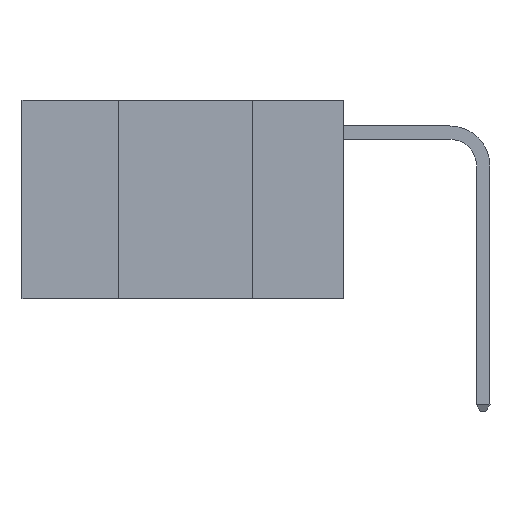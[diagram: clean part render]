
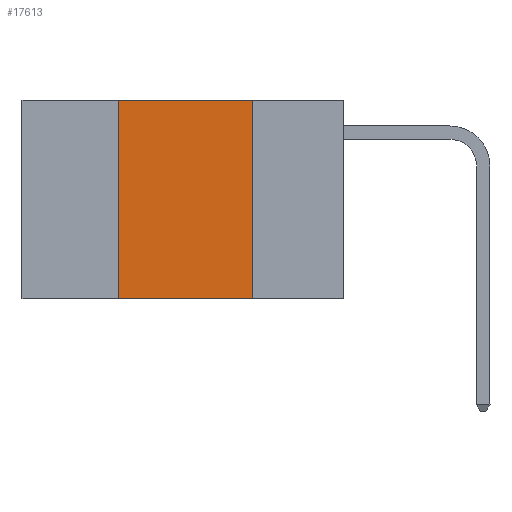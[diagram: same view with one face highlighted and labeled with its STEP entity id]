
A CAD part, left-side view. The second image highlights one B-rep face of the part: STEP entity #17613.
In plain terms, the highlighted planar face has unit normal (-1, 0, 0).
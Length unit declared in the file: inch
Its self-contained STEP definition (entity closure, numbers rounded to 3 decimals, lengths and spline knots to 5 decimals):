
#233 = ORIENTED_EDGE ( 'NONE', *, *, #16633, .F. ) ;
#684 = EDGE_CURVE ( 'NONE', #10184, #6305, #15363, .T. ) ;
#1281 = DIRECTION ( 'NONE',  ( 0., 0., 1. ) ) ;
#1753 = CARTESIAN_POINT ( 'NONE',  ( 0., 0.17, 0. ) ) ;
#1840 = VECTOR ( 'NONE', #9372, 39.37008 ) ;
#3686 = ORIENTED_EDGE ( 'NONE', *, *, #24173, .F. ) ;
#4007 = VERTEX_POINT ( 'NONE', #13189 ) ;
#6305 = VERTEX_POINT ( 'NONE', #22846 ) ;
#7305 = LINE ( 'NONE', #1753, #1840 ) ;
#7917 = CARTESIAN_POINT ( 'NONE',  ( 0., 0.17, 0. ) ) ;
#8732 = VECTOR ( 'NONE', #1281, 39.37008 ) ;
#9372 = DIRECTION ( 'NONE',  ( 0., 0., -1. ) ) ;
#9825 = FACE_OUTER_BOUND ( 'NONE', #14854, .T. ) ;
#10184 = VERTEX_POINT ( 'NONE', #23791 ) ;
#11982 = CARTESIAN_POINT ( 'NONE',  ( 0., 0.6, 0. ) ) ;
#12214 = ORIENTED_EDGE ( 'NONE', *, *, #15134, .F. ) ;
#12479 = LINE ( 'NONE', #18578, #8732 ) ;
#13044 = ORIENTED_EDGE ( 'NONE', *, *, #684, .T. ) ;
#13189 = CARTESIAN_POINT ( 'NONE',  ( 0., 0.42, 0. ) ) ;
#13275 = DIRECTION ( 'NONE',  ( 1., 0., 0. ) ) ;
#13306 = CARTESIAN_POINT ( 'NONE',  ( 0., 0.6, -0.37 ) ) ;
#13530 = VECTOR ( 'NONE', #25206, 39.37008 ) ;
#14637 = VERTEX_POINT ( 'NONE', #7917 ) ;
#14854 = EDGE_LOOP ( 'NONE', ( #3686, #12214, #233, #13044 ) ) ;
#15134 = EDGE_CURVE ( 'NONE', #4007, #14637, #16045, .T. ) ;
#15363 = LINE ( 'NONE', #13306, #13530 ) ;
#15704 = VECTOR ( 'NONE', #23629, 39.37008 ) ;
#15980 = AXIS2_PLACEMENT_3D ( 'NONE', #17605, #13275, #19672 ) ;
#16045 = LINE ( 'NONE', #11982, #15704 ) ;
#16633 = EDGE_CURVE ( 'NONE', #10184, #4007, #12479, .T. ) ;
#17605 = CARTESIAN_POINT ( 'NONE',  ( 0., 0.6, 0. ) ) ;
#17613 = ADVANCED_FACE ( 'NONE', ( #9825 ), #23270, .F. ) ;
#18578 = CARTESIAN_POINT ( 'NONE',  ( 0., 0.42, 0. ) ) ;
#19672 = DIRECTION ( 'NONE',  ( 0., 0., -1. ) ) ;
#22846 = CARTESIAN_POINT ( 'NONE',  ( 0., 0.17, -0.37 ) ) ;
#23270 = PLANE ( 'NONE',  #15980 ) ;
#23629 = DIRECTION ( 'NONE',  ( 0., -1., 0. ) ) ;
#23791 = CARTESIAN_POINT ( 'NONE',  ( 0., 0.42, -0.37 ) ) ;
#24173 = EDGE_CURVE ( 'NONE', #14637, #6305, #7305, .T. ) ;
#25206 = DIRECTION ( 'NONE',  ( 0., -1., 0. ) ) ;
